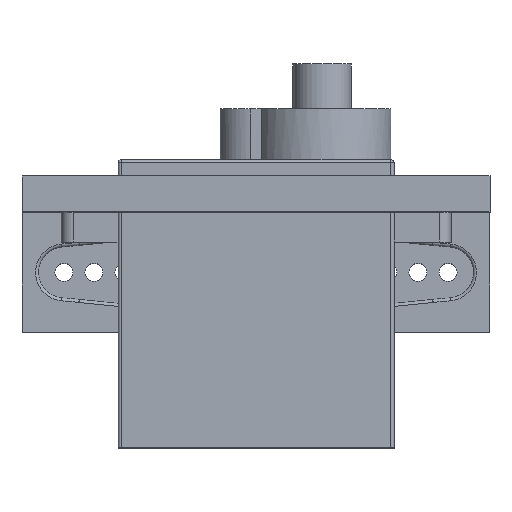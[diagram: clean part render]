
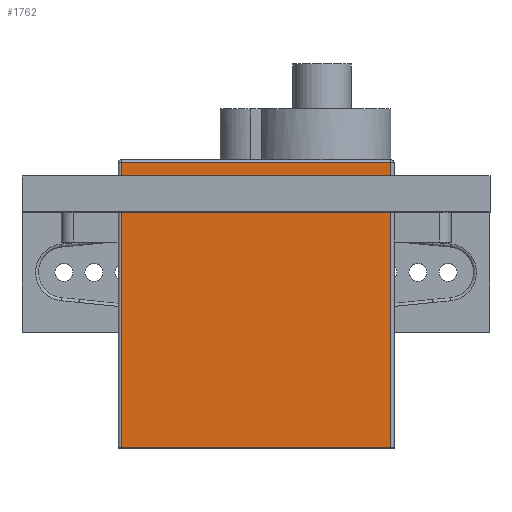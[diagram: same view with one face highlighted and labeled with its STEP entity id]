
A CAD part, top view. The second image highlights one B-rep face of the part: STEP entity #1762.
In plain terms, the highlighted face is planar.
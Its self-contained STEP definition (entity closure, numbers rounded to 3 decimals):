
#77=PLANE('',#1899);
#129=LINE('',#2644,#293);
#136=LINE('',#2659,#300);
#154=LINE('',#2717,#318);
#157=LINE('',#2722,#321);
#293=VECTOR('',#2083,10.);
#300=VECTOR('',#2096,10.);
#318=VECTOR('',#2160,10.);
#321=VECTOR('',#2165,10.);
#509=FACE_OUTER_BOUND('',#613,.T.);
#613=EDGE_LOOP('',(#1306,#1307,#1308,#1309));
#818=VERTEX_POINT('',#2629);
#821=VERTEX_POINT('',#2636);
#829=VERTEX_POINT('',#2658);
#846=VERTEX_POINT('',#2713);
#984=EDGE_CURVE('',#818,#821,#129,.T.);
#991=EDGE_CURVE('',#821,#829,#136,.T.);
#1021=EDGE_CURVE('',#829,#846,#154,.T.);
#1024=EDGE_CURVE('',#846,#818,#157,.T.);
#1306=ORIENTED_EDGE('',*,*,#984,.F.);
#1307=ORIENTED_EDGE('',*,*,#1024,.F.);
#1308=ORIENTED_EDGE('',*,*,#1021,.F.);
#1309=ORIENTED_EDGE('',*,*,#991,.F.);
#1762=ADVANCED_FACE('',(#509),#77,.T.);
#1899=AXIS2_PLACEMENT_3D('',#2721,#2163,#2164);
#2083=DIRECTION('',(0.,0.,-1.));
#2096=DIRECTION('',(-1.,0.,0.));
#2160=DIRECTION('',(0.,0.,1.));
#2163=DIRECTION('center_axis',(0.,-1.,0.));
#2164=DIRECTION('ref_axis',(1.,0.,0.));
#2165=DIRECTION('',(1.,0.,0.));
#2629=CARTESIAN_POINT('',(22.75,-12.,23.75));
#2636=CARTESIAN_POINT('',(22.75,-12.,0.));
#2644=CARTESIAN_POINT('',(22.75,-12.,0.));
#2658=CARTESIAN_POINT('',(0.25,-12.,0.));
#2659=CARTESIAN_POINT('',(23.,-12.,0.));
#2713=CARTESIAN_POINT('',(0.25,-12.,23.75));
#2717=CARTESIAN_POINT('',(0.25,-12.,0.));
#2721=CARTESIAN_POINT('Origin',(0.,-12.,0.));
#2722=CARTESIAN_POINT('',(5.75,-12.,23.75));
